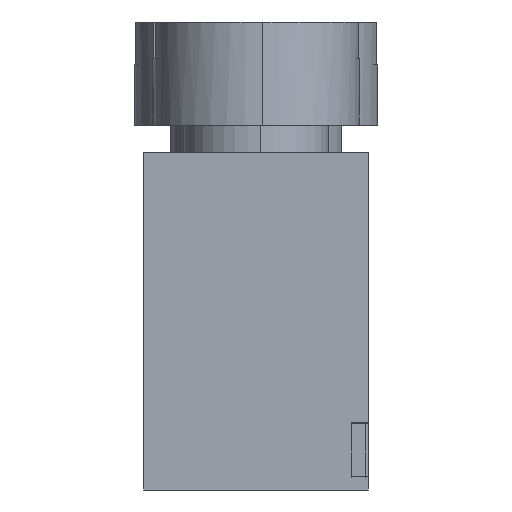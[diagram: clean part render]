
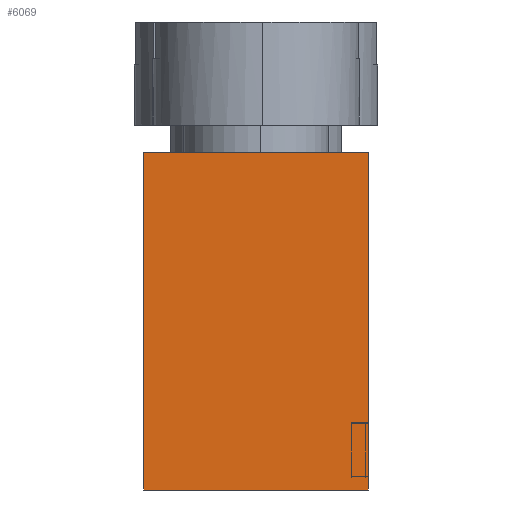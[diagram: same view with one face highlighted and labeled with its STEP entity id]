
A CAD part, left-side view. The second image highlights one B-rep face of the part: STEP entity #6069.
In plain terms, the highlighted planar face has unit normal (-1, 0, 0).
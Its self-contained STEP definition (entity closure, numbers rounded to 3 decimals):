
#125=DIRECTION('',(0.,-1.,0.));
#126=VECTOR('',#125,6.);
#127=CARTESIAN_POINT('',(-46.,3.,0.));
#128=LINE('',#127,#126);
#1049=DIRECTION('',(0.,0.,1.));
#1050=VECTOR('',#1049,9.);
#1051=CARTESIAN_POINT('',(-46.,-3.,0.));
#1052=LINE('',#1051,#1050);
#2002=DIRECTION('',(0.,0.,1.));
#2003=VECTOR('',#2002,9.);
#2004=CARTESIAN_POINT('',(-46.,3.,0.));
#2005=LINE('',#2004,#2003);
#2009=DIRECTION('',(0.,-1.,0.));
#2010=VECTOR('',#2009,6.);
#2011=CARTESIAN_POINT('',(-46.,3.,9.));
#2012=LINE('',#2011,#2010);
#4519=CARTESIAN_POINT('',(-46.,3.,0.));
#4520=CARTESIAN_POINT('',(-46.,-3.,0.));
#4521=VERTEX_POINT('',#4519);
#4522=VERTEX_POINT('',#4520);
#4523=CARTESIAN_POINT('',(-46.,3.,9.));
#4524=VERTEX_POINT('',#4523);
#4540=CARTESIAN_POINT('',(-46.,-3.,9.));
#4541=VERTEX_POINT('',#4540);
#6058=CARTESIAN_POINT('',(-46.,3.,0.));
#6059=DIRECTION('',(-1.,0.,0.));
#6060=DIRECTION('',(0.,-1.,0.));
#6061=AXIS2_PLACEMENT_3D('',#6058,#6059,#6060);
#6062=PLANE('',#6061);
#6063=ORIENTED_EDGE('',*,*,#4764,.F.);
#6064=ORIENTED_EDGE('',*,*,#4787,.T.);
#6065=ORIENTED_EDGE('',*,*,#5273,.T.);
#6066=ORIENTED_EDGE('',*,*,#4949,.F.);
#6067=EDGE_LOOP('',(#6063,#6064,#6065,#6066));
#6068=FACE_OUTER_BOUND('',#6067,.F.);
#4764=EDGE_CURVE('',#4521,#4522,#128,.T.);
#4787=EDGE_CURVE('',#4521,#4524,#2005,.T.);
#4949=EDGE_CURVE('',#4522,#4541,#1052,.T.);
#5273=EDGE_CURVE('',#4524,#4541,#2012,.T.);
#6069=ADVANCED_FACE('',(#6068),#6062,.T.);
